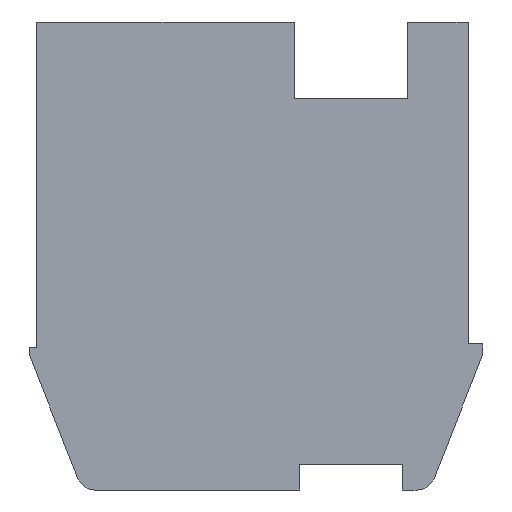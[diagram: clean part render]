
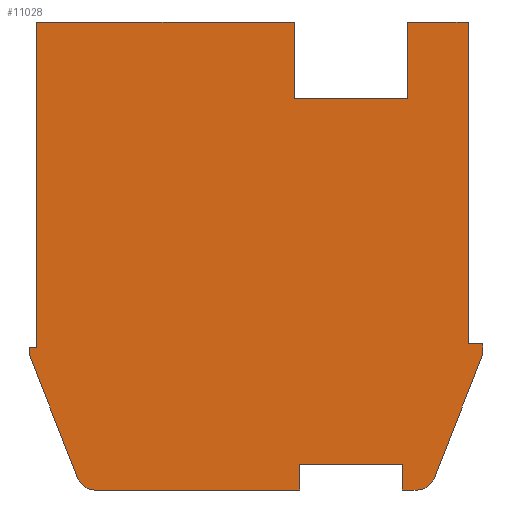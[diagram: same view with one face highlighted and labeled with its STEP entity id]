
A CAD part, front view. The second image highlights one B-rep face of the part: STEP entity #11028.
In plain terms, the highlighted planar face has unit normal (0, -1, 0).
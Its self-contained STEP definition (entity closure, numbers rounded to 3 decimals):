
#1=DIRECTION('',(-0.365,0.,-0.931));
#2=VECTOR('',#1,3.633);
#3=CARTESIAN_POINT('',(6.2,0.,-2.7));
#4=LINE('',#3,#2);
#5=CARTESIAN_POINT('',(4.409,0.,-5.9));
#6=DIRECTION('',(0.,1.,0.));
#7=DIRECTION('',(0.931,0.,-0.365));
#8=AXIS2_PLACEMENT_3D('',#5,#6,#7);
#10=DIRECTION('',(-1.,0.,0.));
#11=VECTOR('',#10,0.409);
#12=CARTESIAN_POINT('',(4.409,0.,-6.4));
#13=LINE('',#12,#11);
#14=DIRECTION('',(0.,0.,1.));
#15=VECTOR('',#14,0.7);
#16=CARTESIAN_POINT('',(4.,0.,-6.4));
#17=LINE('',#16,#15);
#18=DIRECTION('',(-1.,0.,0.));
#19=VECTOR('',#18,2.8);
#20=CARTESIAN_POINT('',(4.,0.,-5.7));
#21=LINE('',#20,#19);
#22=DIRECTION('',(0.,0.,-1.));
#23=VECTOR('',#22,0.7);
#24=CARTESIAN_POINT('',(1.2,0.,-5.7));
#25=LINE('',#24,#23);
#26=DIRECTION('',(-1.,0.,0.));
#27=VECTOR('',#26,5.609);
#28=CARTESIAN_POINT('',(1.2,0.,-6.4));
#29=LINE('',#28,#27);
#30=CARTESIAN_POINT('',(-4.409,0.,-5.9));
#31=DIRECTION('',(0.,1.,0.));
#32=DIRECTION('',(0.,0.,-1.));
#33=AXIS2_PLACEMENT_3D('',#30,#31,#32);
#35=DIRECTION('',(-0.365,0.,0.931));
#36=VECTOR('',#35,3.633);
#37=CARTESIAN_POINT('',(-4.874,0.,-6.082));
#38=LINE('',#37,#36);
#39=DIRECTION('',(0.,0.,1.));
#40=VECTOR('',#39,0.2);
#41=CARTESIAN_POINT('',(-6.2,0.,-2.7));
#42=LINE('',#41,#40);
#43=DIRECTION('',(1.,0.,0.));
#44=VECTOR('',#43,0.2);
#45=CARTESIAN_POINT('',(-6.2,0.,-2.5));
#46=LINE('',#45,#44);
#47=DIRECTION('',(0.,0.,1.));
#48=VECTOR('',#47,8.9);
#49=CARTESIAN_POINT('',(-6.,0.,-2.5));
#50=LINE('',#49,#48);
#51=DIRECTION('',(1.,0.,0.));
#52=VECTOR('',#51,7.05);
#53=CARTESIAN_POINT('',(-6.,0.,6.4));
#54=LINE('',#53,#52);
#55=DIRECTION('',(0.,0.,-1.));
#56=VECTOR('',#55,2.1);
#57=CARTESIAN_POINT('',(1.05,0.,6.4));
#58=LINE('',#57,#56);
#59=DIRECTION('',(1.,0.,0.));
#60=VECTOR('',#59,3.1);
#61=CARTESIAN_POINT('',(1.05,0.,4.3));
#62=LINE('',#61,#60);
#63=DIRECTION('',(0.,0.,1.));
#64=VECTOR('',#63,2.1);
#65=CARTESIAN_POINT('',(4.15,0.,4.3));
#66=LINE('',#65,#64);
#67=DIRECTION('',(1.,0.,0.));
#68=VECTOR('',#67,1.65);
#69=CARTESIAN_POINT('',(4.15,0.,6.4));
#70=LINE('',#69,#68);
#71=DIRECTION('',(0.,0.,-1.));
#72=VECTOR('',#71,8.8);
#73=CARTESIAN_POINT('',(5.8,0.,6.4));
#74=LINE('',#73,#72);
#75=DIRECTION('',(1.,0.,0.));
#76=VECTOR('',#75,0.4);
#77=CARTESIAN_POINT('',(5.8,0.,-2.4));
#78=LINE('',#77,#76);
#79=DIRECTION('',(0.,0.,-1.));
#80=VECTOR('',#79,0.3);
#81=CARTESIAN_POINT('',(6.2,0.,-2.4));
#82=LINE('',#81,#80);
#8381=CARTESIAN_POINT('',(6.2,0.,-2.7));
#8382=CARTESIAN_POINT('',(4.874,0.,-6.082));
#8383=VERTEX_POINT('',#8381);
#8384=VERTEX_POINT('',#8382);
#8385=CARTESIAN_POINT('',(4.409,0.,-6.4));
#8386=VERTEX_POINT('',#8385);
#8387=CARTESIAN_POINT('',(4.,0.,-6.4));
#8388=VERTEX_POINT('',#8387);
#8389=CARTESIAN_POINT('',(4.,0.,-5.7));
#8390=VERTEX_POINT('',#8389);
#8391=CARTESIAN_POINT('',(1.2,0.,-5.7));
#8392=VERTEX_POINT('',#8391);
#8393=CARTESIAN_POINT('',(1.2,0.,-6.4));
#8394=VERTEX_POINT('',#8393);
#8395=CARTESIAN_POINT('',(-4.409,0.,-6.4));
#8396=VERTEX_POINT('',#8395);
#8397=CARTESIAN_POINT('',(-4.874,0.,-6.082));
#8398=VERTEX_POINT('',#8397);
#8399=CARTESIAN_POINT('',(-6.2,0.,-2.7));
#8400=VERTEX_POINT('',#8399);
#8401=CARTESIAN_POINT('',(-6.2,0.,-2.5));
#8402=VERTEX_POINT('',#8401);
#8403=CARTESIAN_POINT('',(-6.,0.,-2.5));
#8404=VERTEX_POINT('',#8403);
#8405=CARTESIAN_POINT('',(-6.,0.,6.4));
#8406=VERTEX_POINT('',#8405);
#8407=CARTESIAN_POINT('',(1.05,0.,6.4));
#8408=VERTEX_POINT('',#8407);
#8409=CARTESIAN_POINT('',(1.05,0.,4.3));
#8410=VERTEX_POINT('',#8409);
#8411=CARTESIAN_POINT('',(4.15,0.,4.3));
#8412=VERTEX_POINT('',#8411);
#8413=CARTESIAN_POINT('',(4.15,0.,6.4));
#8414=VERTEX_POINT('',#8413);
#8415=CARTESIAN_POINT('',(5.8,0.,6.4));
#8416=VERTEX_POINT('',#8415);
#8417=CARTESIAN_POINT('',(5.8,0.,-2.4));
#8418=VERTEX_POINT('',#8417);
#8419=CARTESIAN_POINT('',(6.2,0.,-2.4));
#8420=VERTEX_POINT('',#8419);
#10981=CARTESIAN_POINT('',(0.,0.,0.));
#10982=DIRECTION('',(0.,1.,0.));
#10983=DIRECTION('',(1.,0.,0.));
#10984=AXIS2_PLACEMENT_3D('',#10981,#10982,#10983);
#10985=PLANE('',#10984);
#10987=ORIENTED_EDGE('',*,*,#10986,.T.);
#10989=ORIENTED_EDGE('',*,*,#10988,.T.);
#10991=ORIENTED_EDGE('',*,*,#10990,.T.);
#10993=ORIENTED_EDGE('',*,*,#10992,.T.);
#10995=ORIENTED_EDGE('',*,*,#10994,.T.);
#10997=ORIENTED_EDGE('',*,*,#10996,.T.);
#10999=ORIENTED_EDGE('',*,*,#10998,.T.);
#11001=ORIENTED_EDGE('',*,*,#11000,.T.);
#11003=ORIENTED_EDGE('',*,*,#11002,.T.);
#11005=ORIENTED_EDGE('',*,*,#11004,.T.);
#11007=ORIENTED_EDGE('',*,*,#11006,.T.);
#11009=ORIENTED_EDGE('',*,*,#11008,.T.);
#11011=ORIENTED_EDGE('',*,*,#11010,.T.);
#11013=ORIENTED_EDGE('',*,*,#11012,.T.);
#11015=ORIENTED_EDGE('',*,*,#11014,.T.);
#11017=ORIENTED_EDGE('',*,*,#11016,.T.);
#11019=ORIENTED_EDGE('',*,*,#11018,.T.);
#11021=ORIENTED_EDGE('',*,*,#11020,.T.);
#11023=ORIENTED_EDGE('',*,*,#11022,.T.);
#11025=ORIENTED_EDGE('',*,*,#11024,.T.);
#11026=EDGE_LOOP('',(#10987,#10989,#10991,#10993,#10995,#10997,#10999,#11001,
#11003,#11005,#11007,#11009,#11011,#11013,#11015,#11017,#11019,#11021,#11023,
#11025));
#11027=FACE_OUTER_BOUND('',#11026,.F.);
#11028=ADVANCED_FACE('',(#11027),#10985,.F.);
#9=CIRCLE('',#8,0.5);
#34=CIRCLE('',#33,0.5);
#10986=EDGE_CURVE('',#8383,#8384,#4,.T.);
#10988=EDGE_CURVE('',#8384,#8386,#9,.T.);
#10990=EDGE_CURVE('',#8386,#8388,#13,.T.);
#10992=EDGE_CURVE('',#8388,#8390,#17,.T.);
#10994=EDGE_CURVE('',#8390,#8392,#21,.T.);
#10996=EDGE_CURVE('',#8392,#8394,#25,.T.);
#10998=EDGE_CURVE('',#8394,#8396,#29,.T.);
#11000=EDGE_CURVE('',#8396,#8398,#34,.T.);
#11002=EDGE_CURVE('',#8398,#8400,#38,.T.);
#11004=EDGE_CURVE('',#8400,#8402,#42,.T.);
#11006=EDGE_CURVE('',#8402,#8404,#46,.T.);
#11008=EDGE_CURVE('',#8404,#8406,#50,.T.);
#11010=EDGE_CURVE('',#8406,#8408,#54,.T.);
#11012=EDGE_CURVE('',#8408,#8410,#58,.T.);
#11014=EDGE_CURVE('',#8410,#8412,#62,.T.);
#11016=EDGE_CURVE('',#8412,#8414,#66,.T.);
#11018=EDGE_CURVE('',#8414,#8416,#70,.T.);
#11020=EDGE_CURVE('',#8416,#8418,#74,.T.);
#11022=EDGE_CURVE('',#8418,#8420,#78,.T.);
#11024=EDGE_CURVE('',#8420,#8383,#82,.T.);
